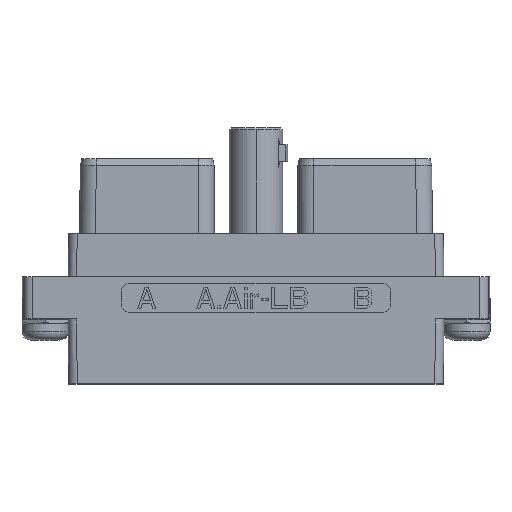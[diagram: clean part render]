
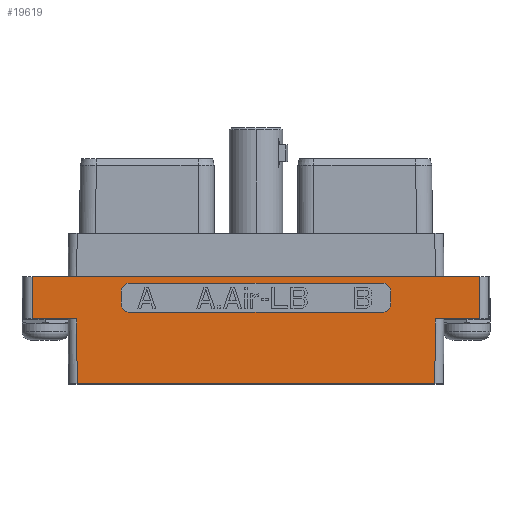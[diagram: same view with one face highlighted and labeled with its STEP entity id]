
A CAD part, top view. The second image highlights one B-rep face of the part: STEP entity #19619.
In plain terms, the highlighted planar face has unit normal (0, 0, 1).
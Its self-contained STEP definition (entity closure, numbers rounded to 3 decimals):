
#985=DIRECTION('',(-1.,0.,0.));
#986=VECTOR('',#985,53.065);
#987=CARTESIAN_POINT('',(26.532,-5.33,7.965));
#988=LINE('',#987,#986);
#1071=DIRECTION('',(0.,1.,0.));
#1072=VECTOR('',#1071,4.99);
#1073=CARTESIAN_POINT('',(26.532,-10.32,7.965));
#1074=LINE('',#1073,#1072);
#1089=CARTESIAN_POINT('',(-15.,-7.055,7.965));
#1090=DIRECTION('',(0.,0.,1.));
#1091=DIRECTION('',(0.,1.,0.));
#1092=AXIS2_PLACEMENT_3D('',#1089,#1090,#1091);
#1094=DIRECTION('',(0.,-1.,0.));
#1095=VECTOR('',#1094,1.5);
#1096=CARTESIAN_POINT('',(-15.985,-7.055,7.965));
#1097=LINE('',#1096,#1095);
#1098=CARTESIAN_POINT('',(-15.,-8.555,7.965));
#1099=DIRECTION('',(0.,0.,1.));
#1100=DIRECTION('',(-1.,0.,0.));
#1101=AXIS2_PLACEMENT_3D('',#1098,#1099,#1100);
#1103=DIRECTION('',(1.,0.,0.));
#1104=VECTOR('',#1103,30.);
#1105=CARTESIAN_POINT('',(-15.,-9.54,7.965));
#1106=LINE('',#1105,#1104);
#1107=CARTESIAN_POINT('',(15.,-8.555,7.965));
#1108=DIRECTION('',(0.,0.,1.));
#1109=DIRECTION('',(0.,-1.,0.));
#1110=AXIS2_PLACEMENT_3D('',#1107,#1108,#1109);
#1112=DIRECTION('',(0.,1.,0.));
#1113=VECTOR('',#1112,1.5);
#1114=CARTESIAN_POINT('',(15.985,-8.555,7.965));
#1115=LINE('',#1114,#1113);
#1116=CARTESIAN_POINT('',(15.,-7.055,7.965));
#1117=DIRECTION('',(0.,0.,1.));
#1118=DIRECTION('',(1.,0.,0.));
#1119=AXIS2_PLACEMENT_3D('',#1116,#1117,#1118);
#1121=DIRECTION('',(-1.,0.,0.));
#1122=VECTOR('',#1121,30.);
#1123=CARTESIAN_POINT('',(15.,-6.07,7.965));
#1124=LINE('',#1123,#1122);
#1170=DIRECTION('',(1.,0.,0.));
#1171=VECTOR('',#1170,5.273);
#1172=CARTESIAN_POINT('',(21.26,-10.32,7.965));
#1173=LINE('',#1172,#1171);
#1829=DIRECTION('',(0.,-1.,0.));
#1830=VECTOR('',#1829,4.99);
#1831=CARTESIAN_POINT('',(-26.532,-5.33,7.965));
#1832=LINE('',#1831,#1830);
#1875=DIRECTION('',(1.,0.,0.));
#1876=VECTOR('',#1875,5.273);
#1877=CARTESIAN_POINT('',(-26.532,-10.32,7.965));
#1878=LINE('',#1877,#1876);
#3268=CARTESIAN_POINT('',(-21.26,-10.32,7.965));
#3270=DIRECTION('',(0.006,-1.,0.));
#3271=VECTOR('',#3270,7.7);
#3272=CARTESIAN_POINT('',(-21.26,-10.32,7.965));
#3273=LINE('',#3272,#3271);
#3317=DIRECTION('',(1.,0.,0.));
#3318=VECTOR('',#3317,42.42);
#3319=CARTESIAN_POINT('',(-21.21,-18.02,7.965));
#3320=LINE('',#3319,#3318);
#3428=DIRECTION('',(0.006,1.,0.));
#3429=VECTOR('',#3428,7.7);
#3430=CARTESIAN_POINT('',(21.21,-18.02,7.965));
#3431=LINE('',#3430,#3429);
#16611=VERTEX_POINT('',#3268);
#17969=CARTESIAN_POINT('',(21.21,-18.02,7.965));
#17970=CARTESIAN_POINT('',(21.26,-10.32,7.965));
#17971=VERTEX_POINT('',#17969);
#17972=VERTEX_POINT('',#17970);
#17984=CARTESIAN_POINT('',(-21.21,-18.02,7.965));
#17985=VERTEX_POINT('',#17984);
#17995=CARTESIAN_POINT('',(26.532,-10.32,7.965));
#17996=CARTESIAN_POINT('',(26.532,-5.33,7.965));
#17997=VERTEX_POINT('',#17995);
#17998=VERTEX_POINT('',#17996);
#18011=CARTESIAN_POINT('',(-26.532,-5.33,7.965));
#18012=CARTESIAN_POINT('',(-26.532,-10.32,7.965));
#18013=VERTEX_POINT('',#18011);
#18014=VERTEX_POINT('',#18012);
#18477=CARTESIAN_POINT('',(-15.,-6.07,7.965));
#18478=CARTESIAN_POINT('',(-15.985,-7.055,7.965));
#18479=VERTEX_POINT('',#18477);
#18480=VERTEX_POINT('',#18478);
#18481=CARTESIAN_POINT('',(-15.985,-8.555,7.965));
#18482=VERTEX_POINT('',#18481);
#18483=CARTESIAN_POINT('',(-15.,-9.54,7.965));
#18484=VERTEX_POINT('',#18483);
#18485=CARTESIAN_POINT('',(15.,-9.54,7.965));
#18486=VERTEX_POINT('',#18485);
#18487=CARTESIAN_POINT('',(15.985,-8.555,7.965));
#18488=VERTEX_POINT('',#18487);
#18489=CARTESIAN_POINT('',(15.985,-7.055,7.965));
#18490=VERTEX_POINT('',#18489);
#18491=CARTESIAN_POINT('',(15.,-6.07,7.965));
#18492=VERTEX_POINT('',#18491);
#19580=CARTESIAN_POINT('',(-27.69,-5.345,7.965));
#19581=DIRECTION('',(0.,0.,1.));
#19582=DIRECTION('',(1.,0.,0.));
#19583=AXIS2_PLACEMENT_3D('',#19580,#19581,#19582);
#19584=PLANE('',#19583);
#19586=ORIENTED_EDGE('',*,*,#19585,.F.);
#19588=ORIENTED_EDGE('',*,*,#19587,.F.);
#19590=ORIENTED_EDGE('',*,*,#19589,.F.);
#19592=ORIENTED_EDGE('',*,*,#19591,.F.);
#19594=ORIENTED_EDGE('',*,*,#19593,.F.);
#19596=ORIENTED_EDGE('',*,*,#19595,.F.);
#19597=ORIENTED_EDGE('',*,*,#19503,.F.);
#19598=ORIENTED_EDGE('',*,*,#19570,.F.);
#19599=EDGE_LOOP('',(#19586,#19588,#19590,#19592,#19594,#19596,#19597,#19598));
#19600=FACE_OUTER_BOUND('',#19599,.F.);
#19602=ORIENTED_EDGE('',*,*,#19601,.T.);
#19604=ORIENTED_EDGE('',*,*,#19603,.T.);
#19606=ORIENTED_EDGE('',*,*,#19605,.T.);
#19608=ORIENTED_EDGE('',*,*,#19607,.T.);
#19610=ORIENTED_EDGE('',*,*,#19609,.T.);
#19612=ORIENTED_EDGE('',*,*,#19611,.T.);
#19614=ORIENTED_EDGE('',*,*,#19613,.T.);
#19616=ORIENTED_EDGE('',*,*,#19615,.T.);
#19617=EDGE_LOOP('',(#19602,#19604,#19606,#19608,#19610,#19612,#19614,#19616));
#19618=FACE_BOUND('',#19617,.F.);
#19619=ADVANCED_FACE('',(#19600,#19618),#19584,.T.);
#1093=CIRCLE('',#1092,0.985);
#1102=CIRCLE('',#1101,0.985);
#1111=CIRCLE('',#1110,0.985);
#1120=CIRCLE('',#1119,0.985);
#19503=EDGE_CURVE('',#17998,#18013,#988,.T.);
#19570=EDGE_CURVE('',#17997,#17998,#1074,.T.);
#19585=EDGE_CURVE('',#17972,#17997,#1173,.T.);
#19587=EDGE_CURVE('',#17971,#17972,#3431,.T.);
#19589=EDGE_CURVE('',#17985,#17971,#3320,.T.);
#19591=EDGE_CURVE('',#16611,#17985,#3273,.T.);
#19593=EDGE_CURVE('',#18014,#16611,#1878,.T.);
#19595=EDGE_CURVE('',#18013,#18014,#1832,.T.);
#19601=EDGE_CURVE('',#18479,#18480,#1093,.T.);
#19603=EDGE_CURVE('',#18480,#18482,#1097,.T.);
#19605=EDGE_CURVE('',#18482,#18484,#1102,.T.);
#19607=EDGE_CURVE('',#18484,#18486,#1106,.T.);
#19609=EDGE_CURVE('',#18486,#18488,#1111,.T.);
#19611=EDGE_CURVE('',#18488,#18490,#1115,.T.);
#19613=EDGE_CURVE('',#18490,#18492,#1120,.T.);
#19615=EDGE_CURVE('',#18492,#18479,#1124,.T.);
